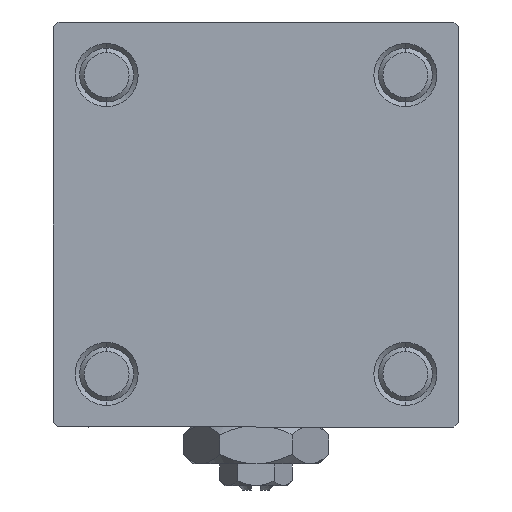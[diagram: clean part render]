
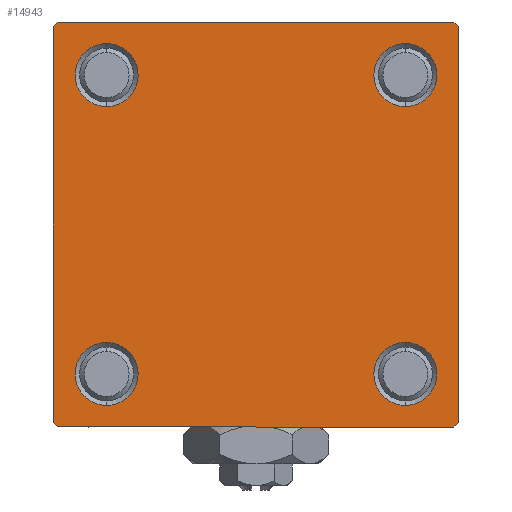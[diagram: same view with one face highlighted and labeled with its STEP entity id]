
A CAD part, left-side view. The second image highlights one B-rep face of the part: STEP entity #14943.
In plain terms, the highlighted planar face has unit normal (-1, 0, 0).
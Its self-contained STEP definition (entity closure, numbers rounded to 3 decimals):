
#1784 = LINE ( 'NONE', #21132, #15482 ) ;
#2004 = CIRCLE ( 'NONE', #24550, 3.5 ) ;
#2119 = EDGE_LOOP ( 'NONE', ( #21252, #40510 ) ) ;
#2557 = VECTOR ( 'NONE', #19538, 1000. ) ;
#3583 = EDGE_CURVE ( 'NONE', #46286, #28051, #2004, .T. ) ;
#3798 = CARTESIAN_POINT ( 'NONE',  ( 0., 0., 0. ) ) ;
#3863 = CARTESIAN_POINT ( 'NONE',  ( 0., -22.5, 22. ) ) ;
#4390 = VERTEX_POINT ( 'NONE', #41923 ) ;
#4575 = DIRECTION ( 'NONE',  ( 0., 0., 1. ) ) ;
#4797 = AXIS2_PLACEMENT_3D ( 'NONE', #36760, #9033, #24223 ) ;
#5288 = CIRCLE ( 'NONE', #51234, 3.5 ) ;
#5520 = VERTEX_POINT ( 'NONE', #36844 ) ;
#5615 = EDGE_CURVE ( 'NONE', #43327, #28694, #5288, .T. ) ;
#6521 = CARTESIAN_POINT ( 'NONE',  ( 0., 22., 22.5 ) ) ;
#7025 = VECTOR ( 'NONE', #14582, 1000. ) ;
#7090 = AXIS2_PLACEMENT_3D ( 'NONE', #23850, #29300, #21984 ) ;
#7182 = VERTEX_POINT ( 'NONE', #40329 ) ;
#7474 = DIRECTION ( 'NONE',  ( 0., 0., -1. ) ) ;
#7720 = ORIENTED_EDGE ( 'NONE', *, *, #36359, .T. ) ;
#8231 = FACE_BOUND ( 'NONE', #18355, .T. ) ;
#9033 = DIRECTION ( 'NONE',  ( 1., 0., 0. ) ) ;
#9117 = CARTESIAN_POINT ( 'NONE',  ( 0., -22.5, -22. ) ) ;
#9515 = CIRCLE ( 'NONE', #31190, 3.5 ) ;
#9631 = LINE ( 'NONE', #25577, #7025 ) ;
#9647 = VERTEX_POINT ( 'NONE', #46579 ) ;
#9801 = ORIENTED_EDGE ( 'NONE', *, *, #30580, .T. ) ;
#10130 = EDGE_CURVE ( 'NONE', #11104, #31082, #15379, .T. ) ;
#10325 = VERTEX_POINT ( 'NONE', #3863 ) ;
#10553 = EDGE_CURVE ( 'NONE', #28051, #46286, #9515, .T. ) ;
#10982 = CARTESIAN_POINT ( 'NONE',  ( 0., 22.5, -22.5 ) ) ;
#11061 = DIRECTION ( 'NONE',  ( 0., 0., 1. ) ) ;
#11104 = VERTEX_POINT ( 'NONE', #6521 ) ;
#11917 = ORIENTED_EDGE ( 'NONE', *, *, #10130, .T. ) ;
#11951 = CARTESIAN_POINT ( 'NONE',  ( 0., 22., -22.5 ) ) ;
#12108 = CARTESIAN_POINT ( 'NONE',  ( 0., -16.6, 13.1 ) ) ;
#12145 = DIRECTION ( 'NONE',  ( 1., 0., 0. ) ) ;
#12537 = VERTEX_POINT ( 'NONE', #17117 ) ;
#12677 = ORIENTED_EDGE ( 'NONE', *, *, #22326, .F. ) ;
#12961 = CARTESIAN_POINT ( 'NONE',  ( 0., -16.6, 20.1 ) ) ;
#13417 = LINE ( 'NONE', #29614, #41449 ) ;
#13645 = VERTEX_POINT ( 'NONE', #11951 ) ;
#14582 = DIRECTION ( 'NONE',  ( 0., 0., -1. ) ) ;
#14943 = ADVANCED_FACE ( 'NONE', ( #51411, #8231, #31495, #15822, #31761 ), #43811, .T. ) ;
#15379 = LINE ( 'NONE', #36278, #41226 ) ;
#15482 = VECTOR ( 'NONE', #49139, 1000. ) ;
#15567 = ORIENTED_EDGE ( 'NONE', *, *, #10553, .T. ) ;
#15822 = FACE_BOUND ( 'NONE', #2119, .T. ) ;
#15961 = EDGE_LOOP ( 'NONE', ( #31385, #38170 ) ) ;
#16362 = ORIENTED_EDGE ( 'NONE', *, *, #17102, .T. ) ;
#16466 = VECTOR ( 'NONE', #7474, 1000. ) ;
#16545 = VECTOR ( 'NONE', #47063, 1000. ) ;
#16691 = AXIS2_PLACEMENT_3D ( 'NONE', #19981, #12145, #35940 ) ;
#17102 = EDGE_CURVE ( 'NONE', #7182, #25907, #13417, .T. ) ;
#17117 = CARTESIAN_POINT ( 'NONE',  ( 0., -22., 22.5 ) ) ;
#17390 = VERTEX_POINT ( 'NONE', #28522 ) ;
#18355 = EDGE_LOOP ( 'NONE', ( #29458, #36930 ) ) ;
#18730 = LINE ( 'NONE', #46734, #16466 ) ;
#18746 = CARTESIAN_POINT ( 'NONE',  ( 0., 16.6, 20.1 ) ) ;
#19025 = CIRCLE ( 'NONE', #28194, 3.5 ) ;
#19538 = DIRECTION ( 'NONE',  ( 0., 0.707, 0.707 ) ) ;
#19981 = CARTESIAN_POINT ( 'NONE',  ( 0., 16.6, -16.6 ) ) ;
#20255 = DIRECTION ( 'NONE',  ( 1., 0., 0. ) ) ;
#21132 = CARTESIAN_POINT ( 'NONE',  ( 0., 22.5, 22.5 ) ) ;
#21252 = ORIENTED_EDGE ( 'NONE', *, *, #23239, .T. ) ;
#21664 = CARTESIAN_POINT ( 'NONE',  ( 0., -16.6, -16.6 ) ) ;
#21778 = DIRECTION ( 'NONE',  ( 0., 0., 1. ) ) ;
#21984 = DIRECTION ( 'NONE',  ( 0., 0., 1. ) ) ;
#22326 = EDGE_CURVE ( 'NONE', #10325, #25907, #18730, .T. ) ;
#22839 = CARTESIAN_POINT ( 'NONE',  ( 0., 22.5, 22. ) ) ;
#22866 = EDGE_LOOP ( 'NONE', ( #15567, #35146 ) ) ;
#23239 = EDGE_CURVE ( 'NONE', #35922, #4390, #46580, .T. ) ;
#23426 = CARTESIAN_POINT ( 'NONE',  ( 0., -16.6, 16.6 ) ) ;
#23850 = CARTESIAN_POINT ( 'NONE',  ( 0., 16.6, -16.6 ) ) ;
#24040 = DIRECTION ( 'NONE',  ( 1., 0., 0. ) ) ;
#24223 = DIRECTION ( 'NONE',  ( 0., 0., 1. ) ) ;
#24550 = AXIS2_PLACEMENT_3D ( 'NONE', #30926, #46896, #11061 ) ;
#24679 = CARTESIAN_POINT ( 'NONE',  ( 0., 22.25, -22.25 ) ) ;
#25577 = CARTESIAN_POINT ( 'NONE',  ( 0., 22.5, 22.5 ) ) ;
#25907 = VERTEX_POINT ( 'NONE', #9117 ) ;
#25917 = CARTESIAN_POINT ( 'NONE',  ( 0., -16.6, -13.1 ) ) ;
#27915 = DIRECTION ( 'NONE',  ( 0., 0.707, -0.707 ) ) ;
#28051 = VERTEX_POINT ( 'NONE', #12961 ) ;
#28194 = AXIS2_PLACEMENT_3D ( 'NONE', #37098, #24040, #32120 ) ;
#28522 = CARTESIAN_POINT ( 'NONE',  ( 0., 22.5, -22. ) ) ;
#28694 = VERTEX_POINT ( 'NONE', #25917 ) ;
#29071 = EDGE_CURVE ( 'NONE', #9647, #5520, #49275, .T. ) ;
#29239 = DIRECTION ( 'NONE',  ( 0., 0., 1. ) ) ;
#29300 = DIRECTION ( 'NONE',  ( 1., 0., 0. ) ) ;
#29458 = ORIENTED_EDGE ( 'NONE', *, *, #44923, .T. ) ;
#29614 = CARTESIAN_POINT ( 'NONE',  ( 0., -22.25, -22.25 ) ) ;
#30580 = EDGE_CURVE ( 'NONE', #10325, #12537, #39427, .T. ) ;
#30926 = CARTESIAN_POINT ( 'NONE',  ( 0., -16.6, 16.6 ) ) ;
#31082 = VERTEX_POINT ( 'NONE', #22839 ) ;
#31114 = ORIENTED_EDGE ( 'NONE', *, *, #49786, .T. ) ;
#31190 = AXIS2_PLACEMENT_3D ( 'NONE', #23426, #20255, #47487 ) ;
#31385 = ORIENTED_EDGE ( 'NONE', *, *, #37413, .T. ) ;
#31495 = FACE_BOUND ( 'NONE', #15961, .T. ) ;
#31761 = FACE_OUTER_BOUND ( 'NONE', #36428, .T. ) ;
#32120 = DIRECTION ( 'NONE',  ( 0., 0., 1. ) ) ;
#33677 = DIRECTION ( 'NONE',  ( 1., 0., 0. ) ) ;
#33835 = AXIS2_PLACEMENT_3D ( 'NONE', #3798, #47482, #4575 ) ;
#35146 = ORIENTED_EDGE ( 'NONE', *, *, #3583, .T. ) ;
#35243 = CARTESIAN_POINT ( 'NONE',  ( 0., -22.25, 22.25 ) ) ;
#35407 = VECTOR ( 'NONE', #36705, 1000. ) ;
#35922 = VERTEX_POINT ( 'NONE', #18746 ) ;
#35940 = DIRECTION ( 'NONE',  ( 0., 0., 1. ) ) ;
#36278 = CARTESIAN_POINT ( 'NONE',  ( 0., 22.25, 22.25 ) ) ;
#36359 = EDGE_CURVE ( 'NONE', #17390, #13645, #44549, .T. ) ;
#36428 = EDGE_LOOP ( 'NONE', ( #41426, #7720, #31114, #16362, #12677, #9801, #48332, #11917 ) ) ;
#36705 = DIRECTION ( 'NONE',  ( 0., -0.707, -0.707 ) ) ;
#36727 = EDGE_CURVE ( 'NONE', #31082, #17390, #9631, .T. ) ;
#36760 = CARTESIAN_POINT ( 'NONE',  ( 0., 16.6, 16.6 ) ) ;
#36844 = CARTESIAN_POINT ( 'NONE',  ( 0., 16.6, -13.1 ) ) ;
#36930 = ORIENTED_EDGE ( 'NONE', *, *, #5615, .T. ) ;
#37098 = CARTESIAN_POINT ( 'NONE',  ( 0., -16.6, -16.6 ) ) ;
#37413 = EDGE_CURVE ( 'NONE', #5520, #9647, #46332, .T. ) ;
#38170 = ORIENTED_EDGE ( 'NONE', *, *, #29071, .T. ) ;
#39156 = AXIS2_PLACEMENT_3D ( 'NONE', #45845, #45583, #21778 ) ;
#39427 = LINE ( 'NONE', #35243, #2557 ) ;
#39803 = EDGE_CURVE ( 'NONE', #11104, #12537, #1784, .T. ) ;
#40329 = CARTESIAN_POINT ( 'NONE',  ( 0., -22., -22.5 ) ) ;
#40510 = ORIENTED_EDGE ( 'NONE', *, *, #50518, .T. ) ;
#40871 = CARTESIAN_POINT ( 'NONE',  ( 0., -16.6, -20.1 ) ) ;
#41226 = VECTOR ( 'NONE', #27915, 1000. ) ;
#41426 = ORIENTED_EDGE ( 'NONE', *, *, #36727, .T. ) ;
#41449 = VECTOR ( 'NONE', #45328, 1000. ) ;
#41923 = CARTESIAN_POINT ( 'NONE',  ( 0., 16.6, 13.1 ) ) ;
#43327 = VERTEX_POINT ( 'NONE', #40871 ) ;
#43811 = PLANE ( 'NONE',  #33835 ) ;
#44549 = LINE ( 'NONE', #24679, #35407 ) ;
#44923 = EDGE_CURVE ( 'NONE', #28694, #43327, #19025, .T. ) ;
#45328 = DIRECTION ( 'NONE',  ( 0., -0.707, 0.707 ) ) ;
#45583 = DIRECTION ( 'NONE',  ( 1., 0., 0. ) ) ;
#45845 = CARTESIAN_POINT ( 'NONE',  ( 0., 16.6, 16.6 ) ) ;
#46286 = VERTEX_POINT ( 'NONE', #12108 ) ;
#46332 = CIRCLE ( 'NONE', #7090, 3.5 ) ;
#46579 = CARTESIAN_POINT ( 'NONE',  ( 0., 16.6, -20.1 ) ) ;
#46580 = CIRCLE ( 'NONE', #4797, 3.5 ) ;
#46734 = CARTESIAN_POINT ( 'NONE',  ( 0., -22.5, 22.5 ) ) ;
#46815 = LINE ( 'NONE', #10982, #16545 ) ;
#46896 = DIRECTION ( 'NONE',  ( 1., 0., 0. ) ) ;
#47063 = DIRECTION ( 'NONE',  ( 0., -1., 0. ) ) ;
#47482 = DIRECTION ( 'NONE',  ( -1., 0., 0. ) ) ;
#47487 = DIRECTION ( 'NONE',  ( 0., 0., 1. ) ) ;
#48332 = ORIENTED_EDGE ( 'NONE', *, *, #39803, .F. ) ;
#49139 = DIRECTION ( 'NONE',  ( 0., -1., 0. ) ) ;
#49160 = CIRCLE ( 'NONE', #39156, 3.5 ) ;
#49275 = CIRCLE ( 'NONE', #16691, 3.5 ) ;
#49786 = EDGE_CURVE ( 'NONE', #13645, #7182, #46815, .T. ) ;
#50518 = EDGE_CURVE ( 'NONE', #4390, #35922, #49160, .T. ) ;
#51234 = AXIS2_PLACEMENT_3D ( 'NONE', #21664, #33677, #29239 ) ;
#51411 = FACE_BOUND ( 'NONE', #22866, .T. ) ;
